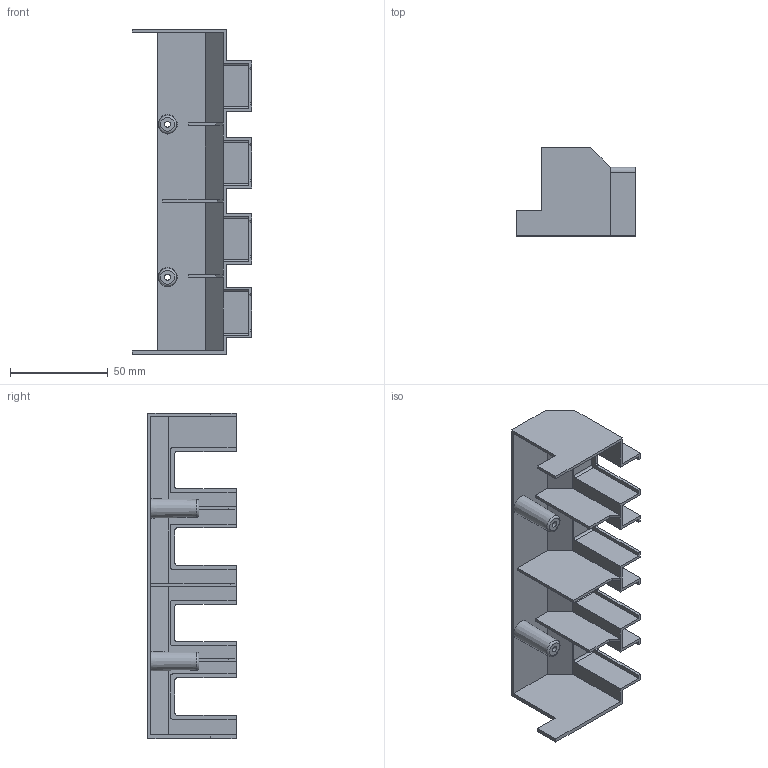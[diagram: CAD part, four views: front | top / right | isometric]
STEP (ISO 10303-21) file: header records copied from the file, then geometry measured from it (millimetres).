
FILE_DESCRIPTION((''),'2;1');
FILE_NAME('COPRIMORSETTO_SUP.stp','2014-06-13T08:00:51',('fabio'),(''),'Autodesk Inventor 2013','Autodesk Inventor 2013','');
FILE_SCHEMA(('AUTOMOTIVE_DESIGN { 1 0 10303 214 1 1 1 1 }'));
Length unit declared in the file: millimetre
Products named in the file (1): COPRIMORSETTO_SUP
Bounding box: 61 x 45 x 166 mm (x, y, z)
Volume: 32745 mm3; surface area: 44312.2 mm2
Topology: 1 solids, 1 shells, 125 faces, 341 edges, 222 vertices
Faces by surface type: plane 93, cylinder 28, torus 2, cone 2
Full cylindrical faces by diameter (mm): 3 x2, 7 x2
Entity records: 3903 total; most frequent: CARTESIAN_POINT 681, ORIENTED_EDGE 666, DIRECTION 647, EDGE_CURVE 333, VECTOR 271, LINE 271, VERTEX_POINT 222, AXIS2_PLACEMENT_3D 188
